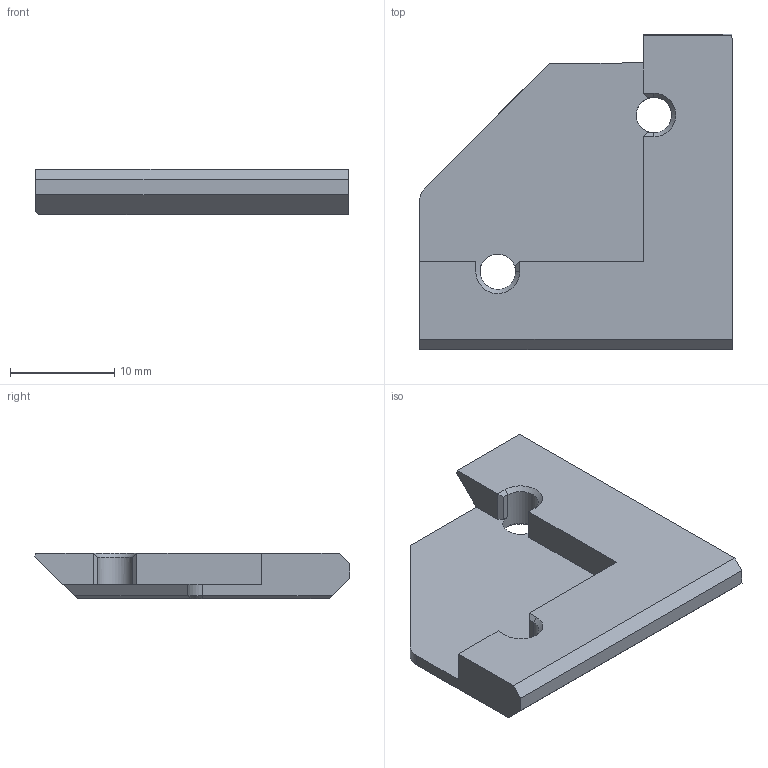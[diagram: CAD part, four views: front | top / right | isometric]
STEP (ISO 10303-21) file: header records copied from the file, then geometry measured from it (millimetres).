
FILE_DESCRIPTION(/* description */ (''),/* implementation_level */ '2;1');
FILE_NAME(/* name */ 'right_top_cover.step',/* time_stamp */ '2023-12-04T07:09:20-08:00',/* author */ (''),/* organization */ (''),/* preprocessor_version */ 'ST-DEVELOPER v20',/* originating_system */ 'Autodesk Translation Framework v12.14.0.127',/* authorisation */ '');
FILE_SCHEMA (('AUTOMOTIVE_DESIGN { 1 0 10303 214 3 1 1 }'));
Length unit declared in the file: millimetre
Products named in the file (1): (Unsaved)
Bounding box: 30.03 x 30.22 x 4.4 mm (x, y, z)
Volume: 2162.1 mm3; surface area: 1957.7 mm2
Topology: 1 solids, 1 shells, 37 faces, 101 edges, 64 vertices
Faces by surface type: plane 29, cone 5, cylinder 3
Full cylindrical faces by diameter (mm): 3.4 x2
Entity records: 1200 total; most frequent: CARTESIAN_POINT 203, ORIENTED_EDGE 202, DIRECTION 194, EDGE_CURVE 101, LINE 84, VECTOR 84, VERTEX_POINT 64, AXIS2_PLACEMENT_3D 55
